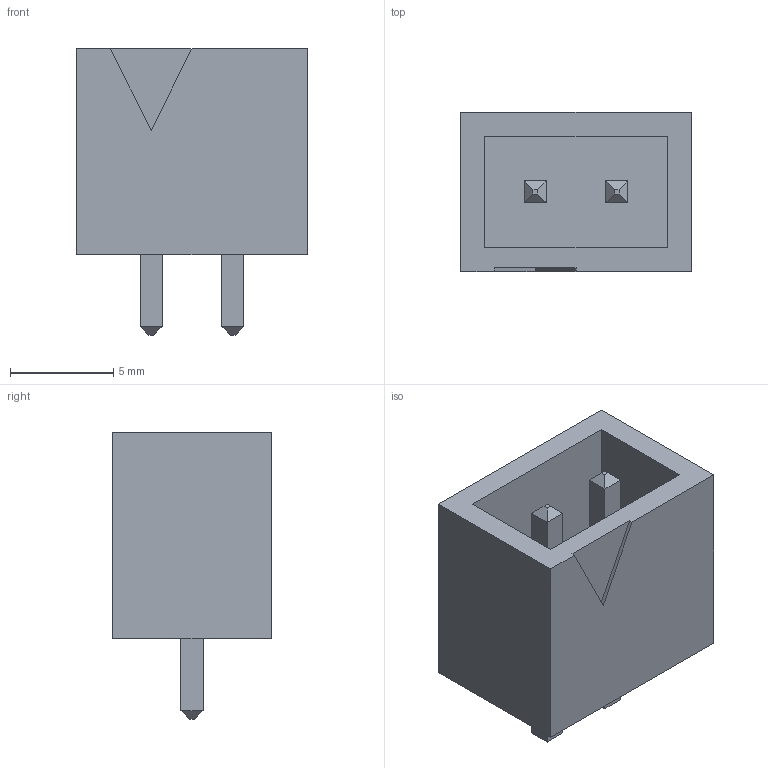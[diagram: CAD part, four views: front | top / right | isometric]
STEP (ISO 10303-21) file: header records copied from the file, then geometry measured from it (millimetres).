
FILE_DESCRIPTION(('FreeCAD Model'),'2;1');
FILE_NAME('701468.1.1.stp','2021-09-03T08:18:03',( 'Author'),(''),'Open CASCADE STEP processor 6.9','FreeCAD','Unknown' );
FILE_SCHEMA(('AUTOMOTIVE_DESIGN { 1 0 10303 214 1 1 1 1 }'));
Length unit declared in the file: millimetre
Products named in the file (3): ASSEMBLY; Body; LeadsArray
Assembly tree (2 placements, depth 2):
  ASSEMBLY
    Body
    LeadsArray
Bounding box: 11.18 x 7.7 x 13.9 mm (x, y, z)
Volume: 579.5 mm3; surface area: 854 mm2
Topology: 3 solids, 3 shells, 42 faces, 89 edges, 54 vertices
Faces by surface type: plane 42
Entity records: 2315 total; most frequent: CARTESIAN_POINT 366, DIRECTION 357, LINE 267, VECTOR 267, ORIENTED_EDGE 178, PCURVE 178, DEFINITIONAL_REPRESENTATION 178, EDGE_CURVE 89
